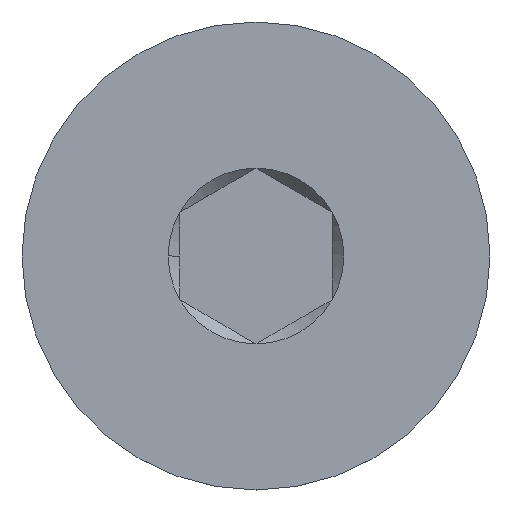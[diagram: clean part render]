
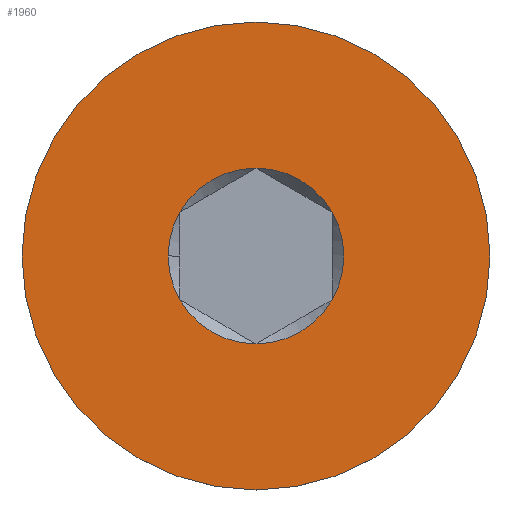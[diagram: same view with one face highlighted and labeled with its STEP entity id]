
A CAD part, top view. The second image highlights one B-rep face of the part: STEP entity #1960.
In plain terms, the highlighted planar face has unit normal (0, 0, 1).
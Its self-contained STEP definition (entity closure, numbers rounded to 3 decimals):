
#30 = AXIS2_PLACEMENT_3D ( 'NONE', #1147, #427, #2682 ) ;
#117 = EDGE_CURVE ( 'NONE', #2059, #4003, #3720, .T. ) ;
#158 = ORIENTED_EDGE ( 'NONE', *, *, #117, .T. ) ;
#264 = EDGE_CURVE ( 'NONE', #2369, #2059, #4277, .T. ) ;
#315 = CARTESIAN_POINT ( 'NONE',  ( -0.751, 0., 5. ) ) ;
#351 = EDGE_LOOP ( 'NONE', ( #794, #712 ) ) ;
#427 = DIRECTION ( 'NONE',  ( 0., 0., -1. ) ) ;
#521 = CARTESIAN_POINT ( 'NONE',  ( 0., 0., 5. ) ) ;
#544 = DIRECTION ( 'NONE',  ( 0., 0., -1. ) ) ;
#653 = EDGE_CURVE ( 'NONE', #2837, #4873, #2384, .T. ) ;
#661 = ORIENTED_EDGE ( 'NONE', *, *, #2942, .T. ) ;
#712 = ORIENTED_EDGE ( 'NONE', *, *, #2869, .T. ) ;
#753 = AXIS2_PLACEMENT_3D ( 'NONE', #1997, #3529, #2371 ) ;
#794 = ORIENTED_EDGE ( 'NONE', *, *, #2205, .T. ) ;
#872 = CARTESIAN_POINT ( 'NONE',  ( -0.65, 0.375, 5. ) ) ;
#916 = AXIS2_PLACEMENT_3D ( 'NONE', #2448, #3606, #4804 ) ;
#945 = CARTESIAN_POINT ( 'NONE',  ( 0., 0., 5. ) ) ;
#955 = VERTEX_POINT ( 'NONE', #2344 ) ;
#1147 = CARTESIAN_POINT ( 'NONE',  ( 0., 0., 5. ) ) ;
#1236 = AXIS2_PLACEMENT_3D ( 'NONE', #2434, #2024, #3948 ) ;
#1254 = ORIENTED_EDGE ( 'NONE', *, *, #653, .T. ) ;
#1287 = DIRECTION ( 'NONE',  ( -1., 0., 0. ) ) ;
#1594 = CARTESIAN_POINT ( 'NONE',  ( 0., 0., 5. ) ) ;
#1614 = DIRECTION ( 'NONE',  ( -1., 0., 0. ) ) ;
#1624 = VERTEX_POINT ( 'NONE', #3042 ) ;
#1640 = CARTESIAN_POINT ( 'NONE',  ( 0., 0., 5. ) ) ;
#1725 = DIRECTION ( 'NONE',  ( -1., 0., 0. ) ) ;
#1821 = CIRCLE ( 'NONE', #3562, 0.751 ) ;
#1871 = VERTEX_POINT ( 'NONE', #4666 ) ;
#1946 = CIRCLE ( 'NONE', #4883, 0.751 ) ;
#1960 = ADVANCED_FACE ( 'NONE', ( #4022, #4156 ), #2800, .F. ) ;
#1997 = CARTESIAN_POINT ( 'NONE',  ( 0., 0., 5. ) ) ;
#2018 = DIRECTION ( 'NONE',  ( 0., 0., -1. ) ) ;
#2024 = DIRECTION ( 'NONE',  ( 0., 0., -1. ) ) ;
#2059 = VERTEX_POINT ( 'NONE', #872 ) ;
#2107 = AXIS2_PLACEMENT_3D ( 'NONE', #1594, #3140, #1614 ) ;
#2205 = EDGE_CURVE ( 'NONE', #955, #3694, #2209, .T. ) ;
#2209 = CIRCLE ( 'NONE', #916, 2. ) ;
#2344 = CARTESIAN_POINT ( 'NONE',  ( 0., -2., 5. ) ) ;
#2363 = AXIS2_PLACEMENT_3D ( 'NONE', #4340, #2385, #4714 ) ;
#2369 = VERTEX_POINT ( 'NONE', #315 ) ;
#2371 = DIRECTION ( 'NONE',  ( -1., 0., 0. ) ) ;
#2384 = CIRCLE ( 'NONE', #2107, 0.751 ) ;
#2385 = DIRECTION ( 'NONE',  ( 0., 0., -1. ) ) ;
#2391 = ORIENTED_EDGE ( 'NONE', *, *, #4473, .T. ) ;
#2426 = DIRECTION ( 'NONE',  ( -1., 0., 0. ) ) ;
#2434 = CARTESIAN_POINT ( 'NONE',  ( 0., 0., 5. ) ) ;
#2448 = CARTESIAN_POINT ( 'NONE',  ( 0., 0., 5. ) ) ;
#2459 = CIRCLE ( 'NONE', #753, 0.751 ) ;
#2682 = DIRECTION ( 'NONE',  ( -1., 0., 0. ) ) ;
#2685 = AXIS2_PLACEMENT_3D ( 'NONE', #3568, #4375, #4698 ) ;
#2751 = CARTESIAN_POINT ( 'NONE',  ( 0.65, -0.375, 5. ) ) ;
#2767 = CARTESIAN_POINT ( 'NONE',  ( 0., 2., 5. ) ) ;
#2789 = ORIENTED_EDGE ( 'NONE', *, *, #264, .T. ) ;
#2800 = PLANE ( 'NONE',  #1236 ) ;
#2802 = EDGE_CURVE ( 'NONE', #4003, #1871, #3664, .T. ) ;
#2837 = VERTEX_POINT ( 'NONE', #2751 ) ;
#2869 = EDGE_CURVE ( 'NONE', #3694, #955, #3374, .T. ) ;
#2942 = EDGE_CURVE ( 'NONE', #4873, #1624, #1821, .T. ) ;
#3042 = CARTESIAN_POINT ( 'NONE',  ( -0.65, -0.375, 5. ) ) ;
#3084 = EDGE_LOOP ( 'NONE', ( #158, #3212, #2391, #1254, #661, #4978, #2789 ) ) ;
#3140 = DIRECTION ( 'NONE',  ( 0., 0., -1. ) ) ;
#3212 = ORIENTED_EDGE ( 'NONE', *, *, #2802, .T. ) ;
#3374 = CIRCLE ( 'NONE', #2685, 2. ) ;
#3529 = DIRECTION ( 'NONE',  ( 0., 0., -1. ) ) ;
#3562 = AXIS2_PLACEMENT_3D ( 'NONE', #945, #544, #1725 ) ;
#3568 = CARTESIAN_POINT ( 'NONE',  ( 0., 0., 5. ) ) ;
#3606 = DIRECTION ( 'NONE',  ( 0., 0., 1. ) ) ;
#3633 = CARTESIAN_POINT ( 'NONE',  ( 0., -0.751, 5. ) ) ;
#3664 = CIRCLE ( 'NONE', #2363, 0.751 ) ;
#3694 = VERTEX_POINT ( 'NONE', #2767 ) ;
#3720 = CIRCLE ( 'NONE', #30, 0.751 ) ;
#3725 = EDGE_CURVE ( 'NONE', #1624, #2369, #2459, .T. ) ;
#3800 = AXIS2_PLACEMENT_3D ( 'NONE', #521, #3961, #2426 ) ;
#3948 = DIRECTION ( 'NONE',  ( 0., 1., 0. ) ) ;
#3961 = DIRECTION ( 'NONE',  ( 0., 0., -1. ) ) ;
#4003 = VERTEX_POINT ( 'NONE', #4444 ) ;
#4022 = FACE_OUTER_BOUND ( 'NONE', #351, .T. ) ;
#4156 = FACE_BOUND ( 'NONE', #3084, .T. ) ;
#4277 = CIRCLE ( 'NONE', #3800, 0.751 ) ;
#4340 = CARTESIAN_POINT ( 'NONE',  ( 0., 0., 5. ) ) ;
#4375 = DIRECTION ( 'NONE',  ( 0., 0., 1. ) ) ;
#4444 = CARTESIAN_POINT ( 'NONE',  ( 0., 0.751, 5. ) ) ;
#4473 = EDGE_CURVE ( 'NONE', #1871, #2837, #1946, .T. ) ;
#4666 = CARTESIAN_POINT ( 'NONE',  ( 0.65, 0.375, 5. ) ) ;
#4698 = DIRECTION ( 'NONE',  ( 0., -1., 0. ) ) ;
#4714 = DIRECTION ( 'NONE',  ( -1., 0., 0. ) ) ;
#4804 = DIRECTION ( 'NONE',  ( 0., -1., 0. ) ) ;
#4873 = VERTEX_POINT ( 'NONE', #3633 ) ;
#4883 = AXIS2_PLACEMENT_3D ( 'NONE', #1640, #2018, #1287 ) ;
#4978 = ORIENTED_EDGE ( 'NONE', *, *, #3725, .T. ) ;
